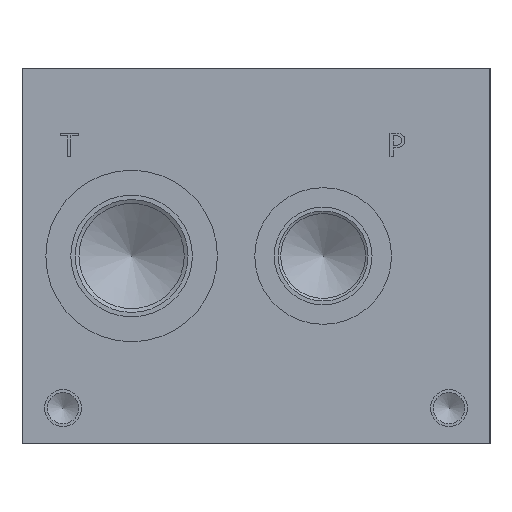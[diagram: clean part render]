
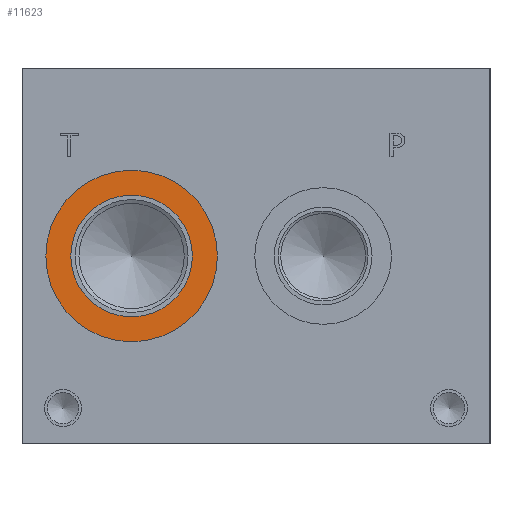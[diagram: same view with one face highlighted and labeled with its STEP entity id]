
A CAD part, left-side view. The second image highlights one B-rep face of the part: STEP entity #11623.
In plain terms, the highlighted planar face has unit normal (-1, 0, 0).
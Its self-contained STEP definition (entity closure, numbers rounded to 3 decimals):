
#204=CIRCLE('',#12177,23.279);
#205=CIRCLE('',#12178,23.279);
#206=CIRCLE('',#12180,16.5);
#207=CIRCLE('',#12181,16.5);
#420=FACE_BOUND('',#1978,.T.);
#780=PLANE('',#12179);
#1312=FACE_OUTER_BOUND('',#1977,.T.);
#1977=EDGE_LOOP('',(#10042,#10043));
#1978=EDGE_LOOP('',(#10044,#10045));
#5502=VERTEX_POINT('',#19666);
#5503=VERTEX_POINT('',#19668);
#5504=VERTEX_POINT('',#19672);
#5505=VERTEX_POINT('',#19673);
#7068=EDGE_CURVE('',#5502,#5503,#204,.T.);
#7069=EDGE_CURVE('',#5503,#5502,#205,.T.);
#7070=EDGE_CURVE('',#5504,#5505,#206,.T.);
#7071=EDGE_CURVE('',#5505,#5504,#207,.T.);
#10042=ORIENTED_EDGE('',*,*,#7069,.F.);
#10043=ORIENTED_EDGE('',*,*,#7068,.F.);
#10044=ORIENTED_EDGE('',*,*,#7070,.T.);
#10045=ORIENTED_EDGE('',*,*,#7071,.T.);
#11623=ADVANCED_FACE('',(#1312,#420),#780,.F.);
#12177=AXIS2_PLACEMENT_3D('',#19669,#14326,#14327);
#12178=AXIS2_PLACEMENT_3D('',#19670,#14328,#14329);
#12179=AXIS2_PLACEMENT_3D('',#19671,#14330,#14331);
#12180=AXIS2_PLACEMENT_3D('',#19674,#14332,#14333);
#12181=AXIS2_PLACEMENT_3D('',#19675,#14334,#14335);
#14326=DIRECTION('center_axis',(1.,0.,0.));
#14327=DIRECTION('ref_axis',(0.,0.,-1.));
#14328=DIRECTION('center_axis',(1.,0.,0.));
#14329=DIRECTION('ref_axis',(0.,0.,-1.));
#14330=DIRECTION('center_axis',(1.,0.,0.));
#14331=DIRECTION('ref_axis',(0.,0.,-1.));
#14332=DIRECTION('center_axis',(1.,0.,0.));
#14333=DIRECTION('ref_axis',(0.,0.,-1.));
#14334=DIRECTION('center_axis',(1.,0.,0.));
#14335=DIRECTION('ref_axis',(0.,0.,-1.));
#19666=CARTESIAN_POINT('',(0.787,97.257,27.521));
#19668=CARTESIAN_POINT('',(0.787,97.257,74.079));
#19669=CARTESIAN_POINT('Origin',(0.787,97.257,50.8));
#19670=CARTESIAN_POINT('Origin',(0.787,97.257,50.8));
#19671=CARTESIAN_POINT('Origin',(0.787,97.257,67.3));
#19672=CARTESIAN_POINT('',(0.787,97.257,67.3));
#19673=CARTESIAN_POINT('',(0.787,97.257,34.3));
#19674=CARTESIAN_POINT('Origin',(0.787,97.257,50.8));
#19675=CARTESIAN_POINT('Origin',(0.787,97.257,50.8));
